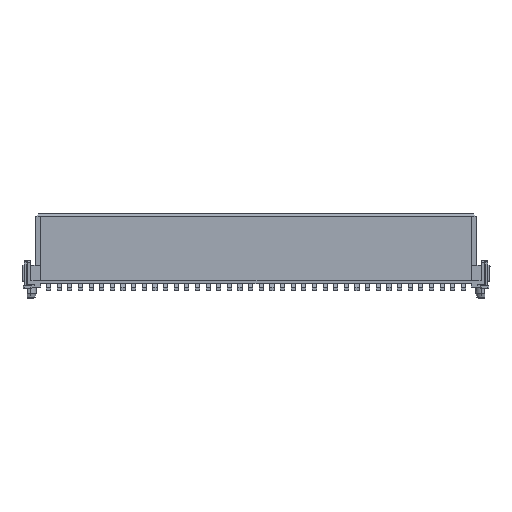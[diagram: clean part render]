
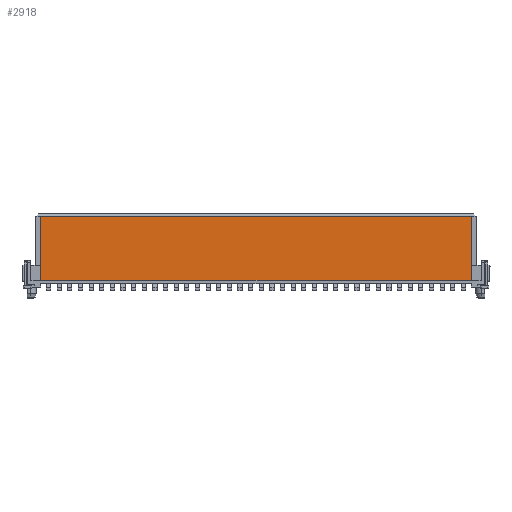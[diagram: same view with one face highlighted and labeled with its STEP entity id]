
A CAD part, front view. The second image highlights one B-rep face of the part: STEP entity #2918.
In plain terms, the highlighted planar face has unit normal (0, -1, 0).
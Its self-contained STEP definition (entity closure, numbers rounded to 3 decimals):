
#2891=AXIS2_PLACEMENT_3D('Plane Axis2P3D',#2888,#2889,#2890) ;
#49=CARTESIAN_POINT('Vertex',(2.165,2.175,9.777)) ;
#52=CARTESIAN_POINT('Line Origine',(27.94,2.175,9.777)) ;
#56=CARTESIAN_POINT('Vertex',(53.715,2.175,9.777)) ;
#2888=CARTESIAN_POINT('Axis2P3D Location',(53.815,2.175,2.027)) ;
#2893=CARTESIAN_POINT('Line Origine',(27.94,2.175,2.127)) ;
#2897=CARTESIAN_POINT('Vertex',(2.165,2.175,2.127)) ;
#2899=CARTESIAN_POINT('Vertex',(53.715,2.175,2.127)) ;
#2902=CARTESIAN_POINT('Line Origine',(53.715,2.175,5.952)) ;
#2907=CARTESIAN_POINT('Line Origine',(2.165,2.175,5.952)) ;
#53=DIRECTION('Vector Direction',(-1.,0.,0.)) ;
#2889=DIRECTION('Axis2P3D Direction',(0.,-1.,0.)) ;
#2890=DIRECTION('Axis2P3D XDirection',(0.,0.,1.)) ;
#2894=DIRECTION('Vector Direction',(1.,0.,0.)) ;
#2903=DIRECTION('Vector Direction',(0.,0.,1.)) ;
#2908=DIRECTION('Vector Direction',(0.,0.,-1.)) ;
#54=VECTOR('Line Direction',#53,1.) ;
#2895=VECTOR('Line Direction',#2894,1.) ;
#2904=VECTOR('Line Direction',#2903,1.) ;
#2909=VECTOR('Line Direction',#2908,1.) ;
#2913=ORIENTED_EDGE('',*,*,#2901,.T.) ;
#2914=ORIENTED_EDGE('',*,*,#2906,.T.) ;
#2915=ORIENTED_EDGE('',*,*,#58,.T.) ;
#2916=ORIENTED_EDGE('',*,*,#2911,.T.) ;
#2918=ADVANCED_FACE('Hauptk\X2\00F6\X0\rper',(#2917),#2892,.T.) ;
#58=EDGE_CURVE('',#57,#50,#55,.T.) ;
#2901=EDGE_CURVE('',#2898,#2900,#2896,.T.) ;
#2906=EDGE_CURVE('',#2900,#57,#2905,.T.) ;
#2911=EDGE_CURVE('',#50,#2898,#2910,.T.) ;
#2912=EDGE_LOOP('',(#2913,#2914,#2915,#2916)) ;
#2917=FACE_OUTER_BOUND('',#2912,.T.) ;
#55=LINE('Line',#52,#54) ;
#2896=LINE('Line',#2893,#2895) ;
#2905=LINE('Line',#2902,#2904) ;
#2910=LINE('Line',#2907,#2909) ;
#2892=PLANE('',#2891) ;
#50=VERTEX_POINT('',#49) ;
#57=VERTEX_POINT('',#56) ;
#2898=VERTEX_POINT('',#2897) ;
#2900=VERTEX_POINT('',#2899) ;
